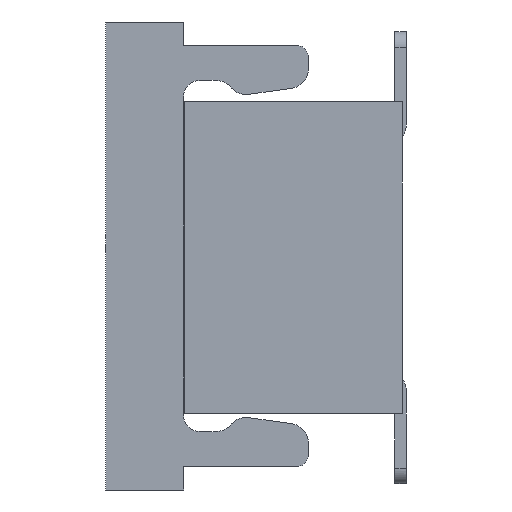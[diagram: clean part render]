
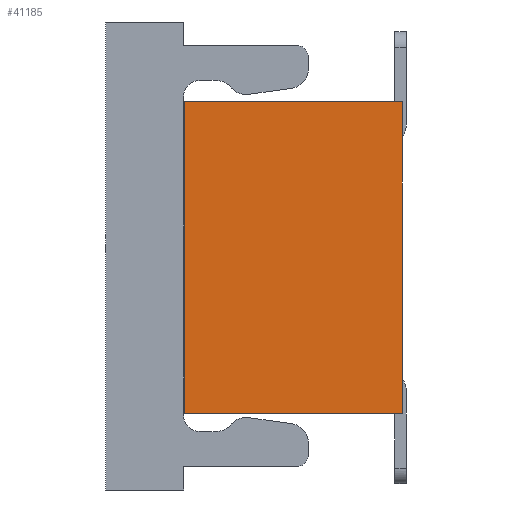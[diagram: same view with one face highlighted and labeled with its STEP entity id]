
A CAD part, left-side view. The second image highlights one B-rep face of the part: STEP entity #41185.
In plain terms, the highlighted planar face has unit normal (-1, 0, 0).
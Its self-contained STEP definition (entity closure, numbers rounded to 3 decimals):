
#2225=CARTESIAN_POINT('',(0.,3.8,0.));
#2226=VERTEX_POINT('',#2225);
#2301=CARTESIAN_POINT('',(0.,3.8,-4.));
#2302=VERTEX_POINT('',#2301);
#2312=CARTESIAN_POINT('',(0.,3.8,0.));
#2313=CARTESIAN_POINT('',(0.,3.8,-0.8));
#2314=CARTESIAN_POINT('',(0.,3.8,-1.6));
#2315=CARTESIAN_POINT('',(0.,3.8,-2.4));
#2316=CARTESIAN_POINT('',(0.,3.8,-3.2));
#2317=CARTESIAN_POINT('',(0.,3.8,-4.));
#2318=B_SPLINE_CURVE_WITH_KNOTS('',5,(#2312,#2313,#2314,#2315,#2316,#2317),.UNSPECIFIED.,.F.,.U.,(6,6),(0.,4.),.UNSPECIFIED.);
#2319=EDGE_CURVE('',#2226,#2302,#2318,.T.);
#41127=CARTESIAN_POINT('',(0.,3.,-2.));
#41128=DIRECTION('',(0.,0.,1.));
#41129=DIRECTION('',(-1.,0.,0.));
#41130=AXIS2_PLACEMENT_3D('',#41127,#41129,#41128);
#41131=PLANE('',#41130);
#41132=CARTESIAN_POINT('',(0.,1.,-4.));
#41133=VERTEX_POINT('',#41132);
#41134=CARTESIAN_POINT('',(0.,1.,-3.575));
#41135=VERTEX_POINT('',#41134);
#41136=CARTESIAN_POINT('',(0.,1.,-4.));
#41137=CARTESIAN_POINT('',(0.,1.,-3.915));
#41138=CARTESIAN_POINT('',(0.,1.,-3.83));
#41139=CARTESIAN_POINT('',(0.,1.,-3.745));
#41140=CARTESIAN_POINT('',(0.,1.,-3.66));
#41141=CARTESIAN_POINT('',(0.,1.,-3.575));
#41142=B_SPLINE_CURVE_WITH_KNOTS('',5,(#41136,#41137,#41138,#41139,#41140,#41141),.UNSPECIFIED.,.F.,.U.,(6,6),(0.,0.425),.UNSPECIFIED.);
#41143=EDGE_CURVE('',#41133,#41135,#41142,.T.);
#41144=ORIENTED_EDGE('',*,*,#41143,.T.);
#41145=CARTESIAN_POINT('',(0.,1.,-0.425));
#41146=VERTEX_POINT('',#41145);
#41147=CARTESIAN_POINT('',(0.,1.,-0.425));
#41148=DIRECTION('',(0.,0.,-1.));
#41149=VECTOR('',#41148,3.15);
#41150=LINE('',#41147,#41149);
#41151=EDGE_CURVE('',#41146,#41135,#41150,.T.);
#41152=ORIENTED_EDGE('',*,*,#41151,.F.);
#41153=CARTESIAN_POINT('',(0.,1.,0.));
#41154=VERTEX_POINT('',#41153);
#41155=CARTESIAN_POINT('',(0.,1.,0.));
#41156=CARTESIAN_POINT('',(0.,1.,-0.085));
#41157=CARTESIAN_POINT('',(0.,1.,-0.17));
#41158=CARTESIAN_POINT('',(0.,1.,-0.255));
#41159=CARTESIAN_POINT('',(0.,1.,-0.34));
#41160=CARTESIAN_POINT('',(0.,1.,-0.425));
#41161=B_SPLINE_CURVE_WITH_KNOTS('',5,(#41155,#41156,#41157,#41158,#41159,#41160),.UNSPECIFIED.,.F.,.U.,(6,6),(0.,0.425),.UNSPECIFIED.);
#41162=EDGE_CURVE('',#41154,#41146,#41161,.T.);
#41163=ORIENTED_EDGE('',*,*,#41162,.F.);
#41164=CARTESIAN_POINT('',(0.,3.8,0.));
#41165=CARTESIAN_POINT('',(0.,3.24,0.));
#41166=CARTESIAN_POINT('',(0.,2.68,0.));
#41167=CARTESIAN_POINT('',(0.,2.12,0.));
#41168=CARTESIAN_POINT('',(0.,1.56,0.));
#41169=CARTESIAN_POINT('',(0.,1.,0.));
#41170=B_SPLINE_CURVE_WITH_KNOTS('',5,(#41164,#41165,#41166,#41167,#41168,#41169),.UNSPECIFIED.,.F.,.U.,(6,6),(0.,2.8),.UNSPECIFIED.);
#41171=EDGE_CURVE('',#2226,#41154,#41170,.T.);
#41172=ORIENTED_EDGE('',*,*,#41171,.F.);
#41173=ORIENTED_EDGE('',*,*,#2319,.T.);
#41174=CARTESIAN_POINT('',(0.,3.8,-4.));
#41175=CARTESIAN_POINT('',(0.,3.24,-4.));
#41176=CARTESIAN_POINT('',(0.,2.68,-4.));
#41177=CARTESIAN_POINT('',(0.,2.12,-4.));
#41178=CARTESIAN_POINT('',(0.,1.56,-4.));
#41179=CARTESIAN_POINT('',(0.,1.,-4.));
#41180=B_SPLINE_CURVE_WITH_KNOTS('',5,(#41174,#41175,#41176,#41177,#41178,#41179),.UNSPECIFIED.,.F.,.U.,(6,6),(0.,2.8),.UNSPECIFIED.);
#41181=EDGE_CURVE('',#2302,#41133,#41180,.T.);
#41182=ORIENTED_EDGE('',*,*,#41181,.T.);
#41183=EDGE_LOOP('',(#41144,#41152,#41163,#41172,#41173,#41182));
#41184=FACE_OUTER_BOUND('',#41183,.T.);
#41185=ADVANCED_FACE('',(#41184),#41131,.T.);
